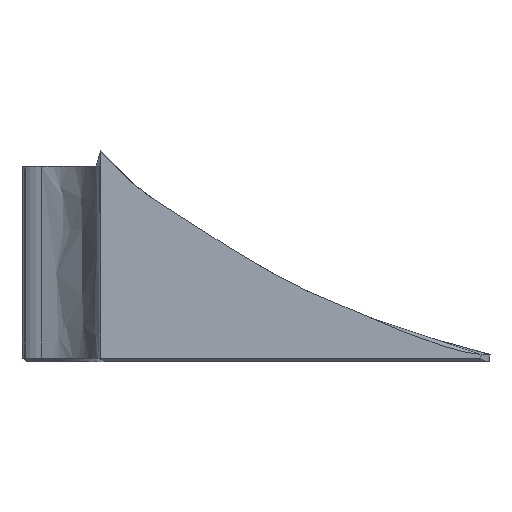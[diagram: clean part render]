
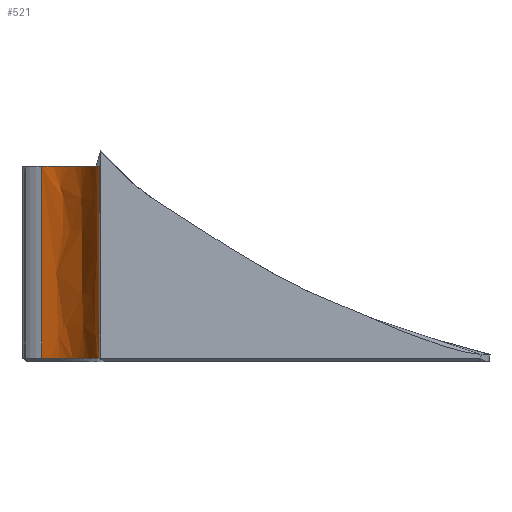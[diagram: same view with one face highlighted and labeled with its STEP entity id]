
A CAD part, left-side view. The second image highlights one B-rep face of the part: STEP entity #521.
In plain terms, the highlighted free-form (B-spline) face has degree [3, 2] with [4, 3] control points.
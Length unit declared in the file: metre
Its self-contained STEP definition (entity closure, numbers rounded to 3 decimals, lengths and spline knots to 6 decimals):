
#15=(
BOUNDED_SURFACE()
B_SPLINE_SURFACE(3,2,((#1518,#1519,#1520),(#1521,#1522,#1523),(#1524,#1525,
#1526),(#1527,#1528,#1529)),.UNSPECIFIED.,.F.,.F.,.F.)
B_SPLINE_SURFACE_WITH_KNOTS((4,4),(3,3),(0.035951,0.060747),
(0.,1.),.PIECEWISE_BEZIER_KNOTS.)
GEOMETRIC_REPRESENTATION_ITEM()
RATIONAL_B_SPLINE_SURFACE(((1.,0.808,1.),(1.,0.808,
1.),(1.,0.808,1.),(1.,0.808,1.)))
REPRESENTATION_ITEM('')
SURFACE()
);
#192=ORIENTED_EDGE('',*,*,#283,.F.);
#193=ORIENTED_EDGE('',*,*,#330,.T.);
#194=ORIENTED_EDGE('',*,*,#319,.F.);
#195=ORIENTED_EDGE('',*,*,#294,.F.);
#283=EDGE_CURVE('',#361,#362,#399,.T.);
#294=EDGE_CURVE('',#362,#369,#400,.T.);
#319=EDGE_CURVE('',#369,#392,#416,.T.);
#330=EDGE_CURVE('',#361,#392,#421,.F.);
#361=VERTEX_POINT('',#720);
#362=VERTEX_POINT('',#725);
#369=VERTEX_POINT('',#751);
#392=VERTEX_POINT('',#1342);
#399=B_SPLINE_CURVE_WITH_KNOTS('',3,(#721,#722,#723,#724),.UNSPECIFIED.,
 .F.,.F.,(4,4),(0.0005,0.025),.UNSPECIFIED.);
#400=B_SPLINE_CURVE_WITH_KNOTS('',3,(#745,#746,#747,#748,#749,#750),
 .UNSPECIFIED.,.F.,.F.,(4,1,1,4),(0.,0.003132,0.006263,
0.012526),.UNSPECIFIED.);
#416=B_SPLINE_CURVE_WITH_KNOTS('',3,(#1338,#1339,#1340,#1341),
 .UNSPECIFIED.,.F.,.F.,(4,4),(0.,0.0245),.UNSPECIFIED.);
#421=B_SPLINE_CURVE_WITH_KNOTS('',3,(#1530,#1531,#1532,#1533,#1534,#1535),
 .UNSPECIFIED.,.F.,.F.,(4,1,1,4),(0.,0.25,0.5,1.),.UNSPECIFIED.);
#448=EDGE_LOOP('',(#192,#193,#194,#195));
#483=FACE_BOUND('',#448,.T.);
#521=ADVANCED_FACE('',(#483),#15,.F.);
#720=CARTESIAN_POINT('',(-0.005406,0.001459,0.0005));
#721=CARTESIAN_POINT('',(-0.005406,0.001459,0.0005));
#722=CARTESIAN_POINT('',(-0.005407,0.001459,0.008667));
#723=CARTESIAN_POINT('',(-0.005407,0.001458,0.016833));
#724=CARTESIAN_POINT('',(-0.005407,0.001457,0.025));
#725=CARTESIAN_POINT('',(-0.005407,0.001457,0.025));
#745=CARTESIAN_POINT('',(-0.005407,0.001457,0.025));
#746=CARTESIAN_POINT('',(-0.005683,0.000435,0.025));
#747=CARTESIAN_POINT('',(-0.006545,-0.001487,0.025));
#748=CARTESIAN_POINT('',(-0.009394,-0.004648,0.025));
#749=CARTESIAN_POINT('',(-0.012469,-0.005827,0.025));
#750=CARTESIAN_POINT('',(-0.014584,-0.005929,0.025));
#751=CARTESIAN_POINT('',(-0.014584,-0.005929,0.025));
#1338=CARTESIAN_POINT('',(-0.014584,-0.005929,0.025));
#1339=CARTESIAN_POINT('',(-0.014586,-0.005927,0.016833));
#1340=CARTESIAN_POINT('',(-0.014587,-0.005925,0.008667));
#1341=CARTESIAN_POINT('',(-0.014588,-0.005923,0.0005));
#1342=CARTESIAN_POINT('',(-0.014588,-0.005923,0.0005));
#1518=CARTESIAN_POINT('',(-0.005406,0.001459,0.000353));
#1519=CARTESIAN_POINT('',(-0.007306,-0.005579,0.000351));
#1520=CARTESIAN_POINT('',(-0.014588,-0.005923,0.000351));
#1521=CARTESIAN_POINT('',(-0.005407,0.001459,0.008618));
#1522=CARTESIAN_POINT('',(-0.007306,-0.005579,0.008616));
#1523=CARTESIAN_POINT('',(-0.014587,-0.005925,0.008616));
#1524=CARTESIAN_POINT('',(-0.005407,0.001458,0.016884));
#1525=CARTESIAN_POINT('',(-0.007305,-0.00558,0.016882));
#1526=CARTESIAN_POINT('',(-0.014586,-0.005927,0.016882));
#1527=CARTESIAN_POINT('',(-0.005407,0.001457,0.025149));
#1528=CARTESIAN_POINT('',(-0.007304,-0.00558,0.025148));
#1529=CARTESIAN_POINT('',(-0.014584,-0.005929,0.025147));
#1530=CARTESIAN_POINT('',(-0.014588,-0.005923,0.0005));
#1531=CARTESIAN_POINT('',(-0.013531,-0.005873,0.0005));
#1532=CARTESIAN_POINT('',(-0.011468,-0.005443,0.0005));
#1533=CARTESIAN_POINT('',(-0.00777,-0.003338,0.0005));
#1534=CARTESIAN_POINT('',(-0.005956,-0.000579,0.0005));
#1535=CARTESIAN_POINT('',(-0.005406,0.001459,0.0005));
